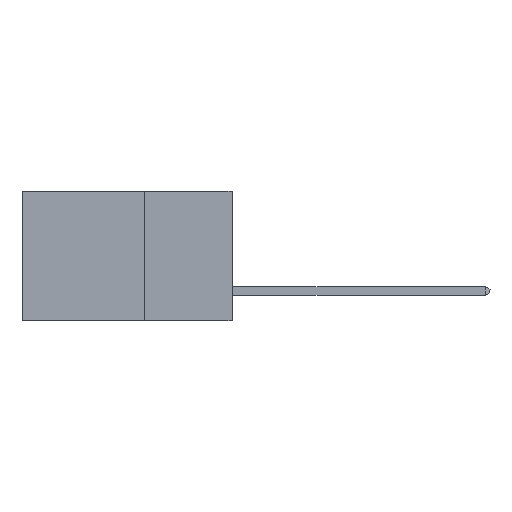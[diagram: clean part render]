
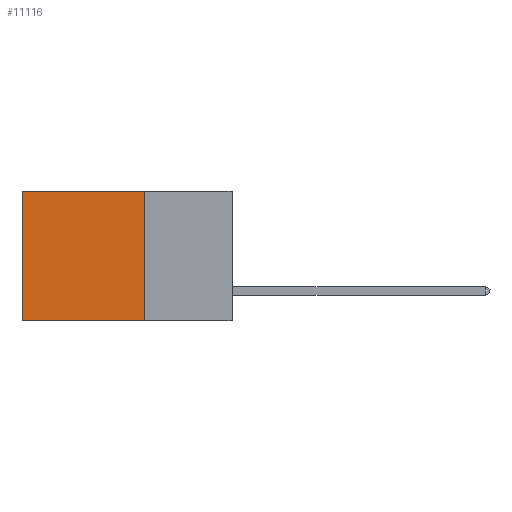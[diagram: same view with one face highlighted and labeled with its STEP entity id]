
A CAD part, left-side view. The second image highlights one B-rep face of the part: STEP entity #11116.
In plain terms, the highlighted planar face has unit normal (-1, 0, 0).
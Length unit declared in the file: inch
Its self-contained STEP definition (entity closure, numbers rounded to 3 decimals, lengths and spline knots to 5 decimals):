
#664 = EDGE_LOOP ( 'NONE', ( #1836, #11398, #5313, #14719 ) ) ;
#1197 = FACE_OUTER_BOUND ( 'NONE', #664, .T. ) ;
#1346 = AXIS2_PLACEMENT_3D ( 'NONE', #14018, #9129, #1773 ) ;
#1773 = DIRECTION ( 'NONE',  ( 0., 0., -1. ) ) ;
#1824 = EDGE_CURVE ( 'NONE', #8307, #11346, #5870, .T. ) ;
#1836 = ORIENTED_EDGE ( 'NONE', *, *, #11330, .T. ) ;
#2180 = DIRECTION ( 'NONE',  ( 0., 1., 0. ) ) ;
#3155 = VECTOR ( 'NONE', #6291, 39.37008 ) ;
#4373 = VERTEX_POINT ( 'NONE', #11922 ) ;
#4607 = CARTESIAN_POINT ( 'NONE',  ( 0.2875, 0.6, -0.37 ) ) ;
#4647 = EDGE_CURVE ( 'NONE', #7756, #4373, #7338, .T. ) ;
#4891 = EDGE_CURVE ( 'NONE', #7756, #8307, #11057, .T. ) ;
#5313 = ORIENTED_EDGE ( 'NONE', *, *, #4891, .F. ) ;
#5353 = CARTESIAN_POINT ( 'NONE',  ( 0.2875, 0.25, -0.37 ) ) ;
#5864 = LINE ( 'NONE', #12113, #14843 ) ;
#5870 = LINE ( 'NONE', #5353, #3155 ) ;
#6291 = DIRECTION ( 'NONE',  ( 0., 1., 0. ) ) ;
#7213 = DIRECTION ( 'NONE',  ( 0., 0., -1. ) ) ;
#7338 = LINE ( 'NONE', #15888, #12612 ) ;
#7756 = VERTEX_POINT ( 'NONE', #9883 ) ;
#8307 = VERTEX_POINT ( 'NONE', #15567 ) ;
#8727 = VECTOR ( 'NONE', #16068, 39.37008 ) ;
#9129 = DIRECTION ( 'NONE',  ( 1., 0., 0. ) ) ;
#9238 = PLANE ( 'NONE',  #1346 ) ;
#9785 = CARTESIAN_POINT ( 'NONE',  ( 0.2875, 0.25, 0. ) ) ;
#9883 = CARTESIAN_POINT ( 'NONE',  ( 0.2875, 0.25, 0. ) ) ;
#11057 = LINE ( 'NONE', #9785, #8727 ) ;
#11116 = ADVANCED_FACE ( 'NONE', ( #1197 ), #9238, .F. ) ;
#11330 = EDGE_CURVE ( 'NONE', #4373, #11346, #5864, .T. ) ;
#11346 = VERTEX_POINT ( 'NONE', #4607 ) ;
#11398 = ORIENTED_EDGE ( 'NONE', *, *, #1824, .F. ) ;
#11922 = CARTESIAN_POINT ( 'NONE',  ( 0.2875, 0.6, 0. ) ) ;
#12113 = CARTESIAN_POINT ( 'NONE',  ( 0.2875, 0.6, 0. ) ) ;
#12612 = VECTOR ( 'NONE', #2180, 39.37008 ) ;
#14018 = CARTESIAN_POINT ( 'NONE',  ( 0.2875, 0.25, 0. ) ) ;
#14719 = ORIENTED_EDGE ( 'NONE', *, *, #4647, .T. ) ;
#14843 = VECTOR ( 'NONE', #7213, 39.37008 ) ;
#15567 = CARTESIAN_POINT ( 'NONE',  ( 0.2875, 0.25, -0.37 ) ) ;
#15888 = CARTESIAN_POINT ( 'NONE',  ( 0.2875, 0.25, 0. ) ) ;
#16068 = DIRECTION ( 'NONE',  ( 0., 0., -1. ) ) ;
